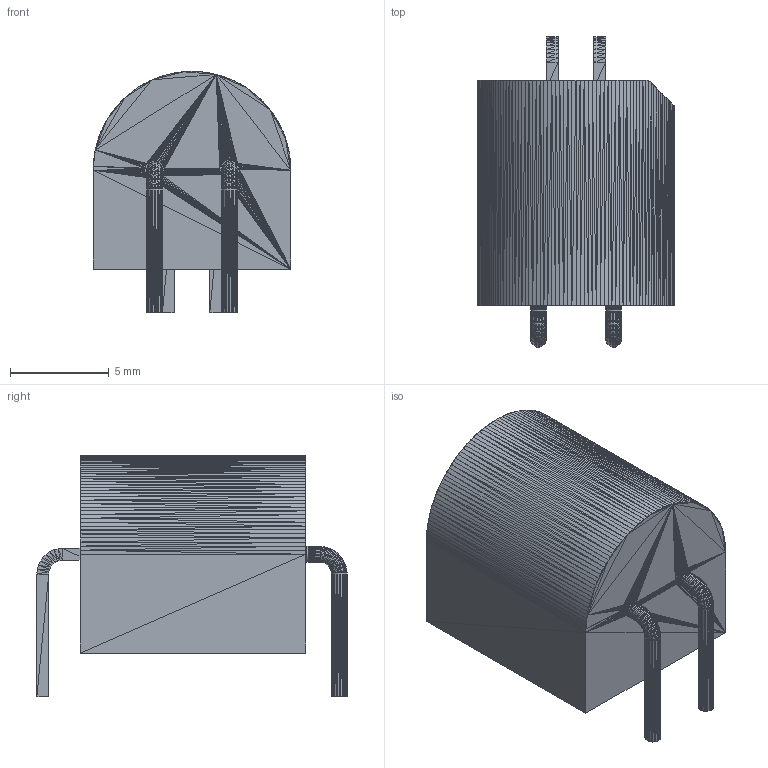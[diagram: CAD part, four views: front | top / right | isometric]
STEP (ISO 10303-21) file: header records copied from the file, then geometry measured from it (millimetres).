
FILE_DESCRIPTION(('FreeCAD Model'),'2;1');
FILE_NAME('Open CASCADE Shape Model','2023-08-29T08:32:18',('Author'),( ''),'Open CASCADE STEP processor 7.6','FreeCAD','Unknown');
FILE_SCHEMA(('AUTOMOTIVE_DESIGN { 1 0 10303 214 1 1 1 1 }'));
Length unit declared in the file: millimetre
Products named in the file (1): vactrolModel001 (Solid)
Bounding box: 10 x 15.7 x 12.2 mm (x, y, z)
Volume: 1025.6 mm3; surface area: 671.9 mm2
Topology: 1 solids, 1 shells, 2940 faces, 4410 edges, 1472 vertices
Faces by surface type: plane 2940
Entity records: 68901 total; most frequent: DIRECTION 10292, CARTESIAN_POINT 8823, ORIENTED_EDGE 8820, EDGE_CURVE 4410, LINE 4410, VECTOR 4410, AXIS2_PLACEMENT_3D 2941, ADVANCED_FACE 2940
